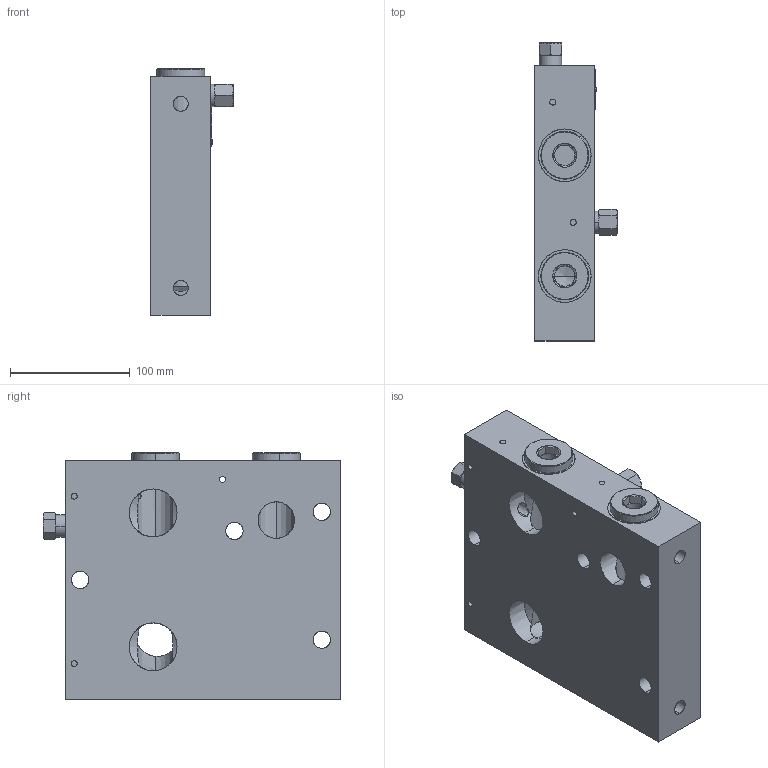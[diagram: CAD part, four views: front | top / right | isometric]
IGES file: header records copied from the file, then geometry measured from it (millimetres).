
Start section: SolidWorks IGES file using analytic representation for surfaces
Global section: file name: HSC0003105010.igs; native system: SolidWorks 2014; preprocessor: SolidWorks 2014; author: serviziopdm; date: 161123.140731; units: millimetre
Bounding box: 68.8 x 249 x 206.5 mm (x, y, z)
Surface area: 191907.7 mm2 (no closed solid volume)
Topology: 0 solids, 0 shells, 336 faces, 9846 edges, 9841 vertices
Faces by surface type: bspline 207, revolution 129
